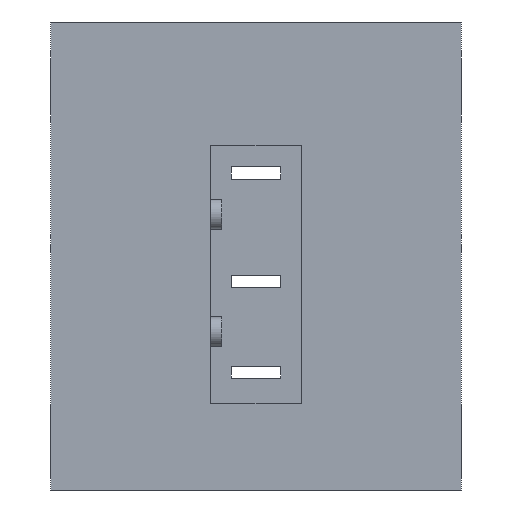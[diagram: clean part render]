
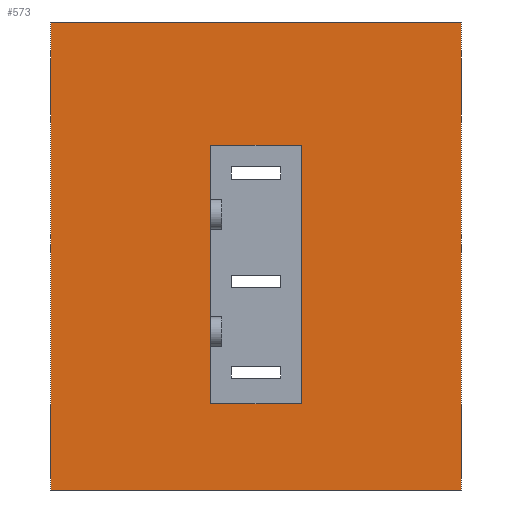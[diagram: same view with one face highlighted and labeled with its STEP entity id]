
A CAD part, front view. The second image highlights one B-rep face of the part: STEP entity #573.
In plain terms, the highlighted planar face has unit normal (0, -1, 0).
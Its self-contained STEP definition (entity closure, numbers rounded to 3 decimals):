
#23=FACE_BOUND('',#83,.T.);
#49=FACE_OUTER_BOUND('',#82,.T.);
#82=EDGE_LOOP('',(#403,#404,#405,#406));
#83=EDGE_LOOP('',(#407,#408,#409,#410,#411));
#124=LINE('',#822,#191);
#129=LINE('',#845,#196);
#130=LINE('',#847,#197);
#131=LINE('',#848,#198);
#132=LINE('',#851,#199);
#133=LINE('',#853,#200);
#134=LINE('',#855,#201);
#135=LINE('',#857,#202);
#136=LINE('',#858,#203);
#191=VECTOR('',#665,10.);
#196=VECTOR('',#688,10.);
#197=VECTOR('',#689,10.);
#198=VECTOR('',#690,10.);
#199=VECTOR('',#691,10.);
#200=VECTOR('',#692,10.);
#201=VECTOR('',#693,10.);
#202=VECTOR('',#694,10.);
#203=VECTOR('',#695,10.);
#256=VERTEX_POINT('',#816);
#258=VERTEX_POINT('',#820);
#267=VERTEX_POINT('',#844);
#268=VERTEX_POINT('',#846);
#269=VERTEX_POINT('',#849);
#270=VERTEX_POINT('',#850);
#271=VERTEX_POINT('',#852);
#272=VERTEX_POINT('',#854);
#273=VERTEX_POINT('',#856);
#311=EDGE_CURVE('',#256,#258,#124,.T.);
#322=EDGE_CURVE('',#258,#267,#129,.T.);
#323=EDGE_CURVE('',#267,#268,#130,.T.);
#324=EDGE_CURVE('',#256,#268,#131,.T.);
#325=EDGE_CURVE('',#269,#270,#132,.T.);
#326=EDGE_CURVE('',#270,#271,#133,.T.);
#327=EDGE_CURVE('',#272,#271,#134,.T.);
#328=EDGE_CURVE('',#272,#273,#135,.T.);
#329=EDGE_CURVE('',#273,#269,#136,.T.);
#403=ORIENTED_EDGE('',*,*,#311,.T.);
#404=ORIENTED_EDGE('',*,*,#322,.T.);
#405=ORIENTED_EDGE('',*,*,#323,.T.);
#406=ORIENTED_EDGE('',*,*,#324,.F.);
#407=ORIENTED_EDGE('',*,*,#325,.T.);
#408=ORIENTED_EDGE('',*,*,#326,.T.);
#409=ORIENTED_EDGE('',*,*,#327,.F.);
#410=ORIENTED_EDGE('',*,*,#328,.T.);
#411=ORIENTED_EDGE('',*,*,#329,.T.);
#546=PLANE('',#624);
#573=ADVANCED_FACE('',(#49,#23),#546,.F.);
#624=AXIS2_PLACEMENT_3D('',#843,#686,#687);
#665=DIRECTION('',(0.,0.,-1.));
#686=DIRECTION('center_axis',(0.,1.,0.));
#687=DIRECTION('ref_axis',(-1.,0.,0.));
#688=DIRECTION('',(1.,0.,0.));
#689=DIRECTION('',(0.,0.,1.));
#690=DIRECTION('',(1.,0.,0.));
#691=DIRECTION('',(0.,0.,1.));
#692=DIRECTION('',(0.,0.,1.));
#693=DIRECTION('',(-1.,0.,0.));
#694=DIRECTION('',(0.,0.,-1.));
#695=DIRECTION('',(-1.,0.,0.));
#816=CARTESIAN_POINT('',(110.844,-24.464,42.257));
#820=CARTESIAN_POINT('',(110.844,-24.464,4.265));
#822=CARTESIAN_POINT('',(110.844,-24.464,21.879));
#843=CARTESIAN_POINT('Origin',(134.176,-24.464,21.879));
#844=CARTESIAN_POINT('',(144.176,-24.464,4.265));
#845=CARTESIAN_POINT('',(132.176,-24.464,4.265));
#846=CARTESIAN_POINT('',(144.176,-24.464,42.257));
#847=CARTESIAN_POINT('',(144.176,-24.464,27.379));
#848=CARTESIAN_POINT('',(132.176,-24.464,42.257));
#849=CARTESIAN_POINT('',(123.844,-24.464,11.265));
#850=CARTESIAN_POINT('',(123.844,-24.464,11.951));
#851=CARTESIAN_POINT('',(123.844,-24.464,16.915));
#852=CARTESIAN_POINT('',(123.844,-24.464,32.258));
#853=CARTESIAN_POINT('',(123.844,-24.464,32.258));
#854=CARTESIAN_POINT('',(131.176,-24.464,32.258));
#855=CARTESIAN_POINT('',(131.176,-24.464,32.258));
#856=CARTESIAN_POINT('',(131.176,-24.464,11.265));
#857=CARTESIAN_POINT('',(131.176,-24.464,16.915));
#858=CARTESIAN_POINT('',(132.676,-24.464,11.265));
